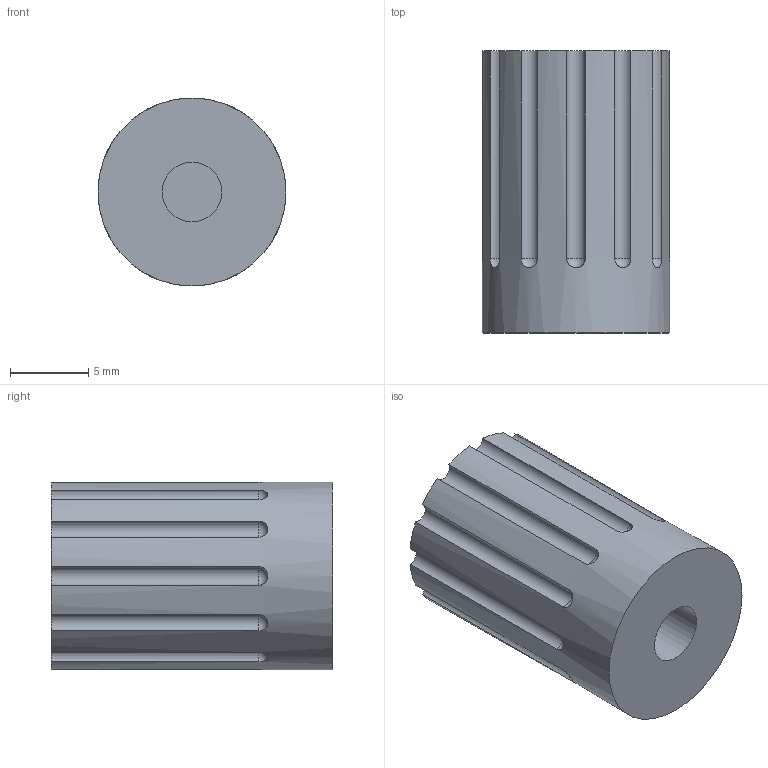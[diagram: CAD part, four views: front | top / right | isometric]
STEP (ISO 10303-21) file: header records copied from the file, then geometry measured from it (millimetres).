
FILE_DESCRIPTION(/* description */ (''),/* implementation_level */ '2;1');
FILE_NAME(/* name */ '5946e171-e643-4529-8460-3e21892dd044.stp',/* time_stamp */ '2019-03-30T12:41:58+00:00',/* author */ (''),/* organization */ (''),/* preprocessor_version */ 'ST-DEVELOPER v17.2',/* originating_system */ 'Autodesk Translation Framework v7.6.0.251',/* authorisation */ '');
FILE_SCHEMA (('AUTOMOTIVE_DESIGN { 1 0 10303 214 3 1 1 }'));
Length unit declared in the file: millimetre
Products named in the file (1): Rotary knob
Bounding box: 12 x 18 x 12 mm (x, y, z)
Volume: 1828.3 mm3; surface area: 1128.4 mm2
Topology: 1 solids, 1 shells, 33 faces, 90 edges, 60 vertices
Faces by surface type: cylinder 15, sphere 12, plane 6
Full cylindrical faces by diameter (mm): 3.8 x1, 12 x1
Entity records: 1327 total; most frequent: CARTESIAN_POINT 437, DIRECTION 188, ORIENTED_EDGE 180, EDGE_CURVE 90, AXIS2_PLACEMENT_3D 77, VERTEX_POINT 60, CIRCLE 43, EDGE_LOOP 34
